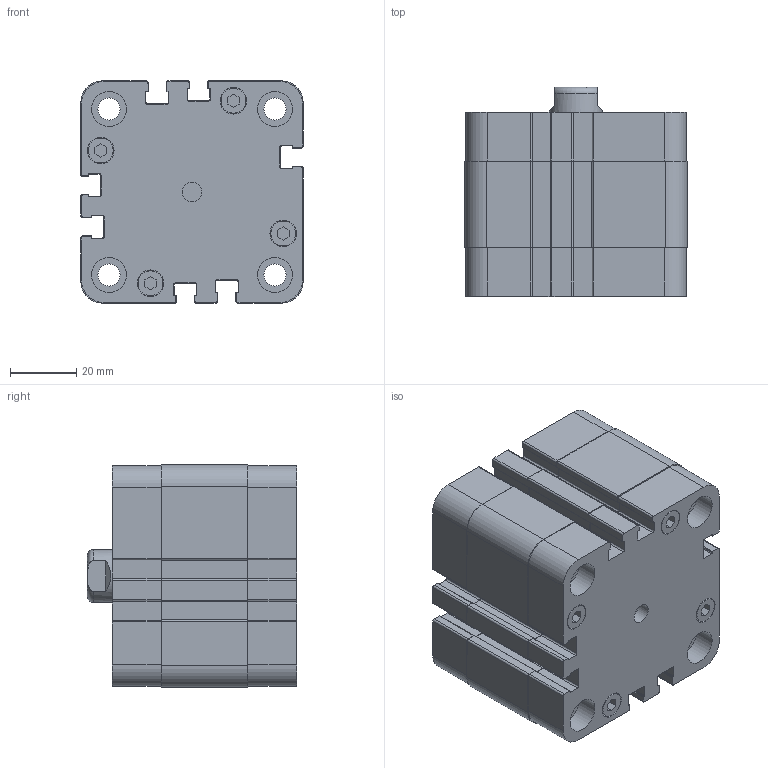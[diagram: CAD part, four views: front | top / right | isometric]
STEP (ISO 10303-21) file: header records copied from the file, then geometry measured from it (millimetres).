
FILE_DESCRIPTION((''),'2;1');
FILE_NAME('ADM050.010.GS.F.stp','2011-07-27T17:09:12',('Administrator'),(''),'Autodesk Inventor 2012','Autodesk Inventor 2012','');
FILE_SCHEMA(('AUTOMOTIVE_DESIGN { 1 0 10303 214 1 1 1 1 }'));
Length unit declared in the file: millimetre
Products named in the file (1): ADM050.010.GS.F
Bounding box: 67 x 63 x 67 mm (x, y, z)
Volume: 217927.2 mm3; surface area: 36333.9 mm2
Topology: 1 solids, 1 shells, 480 faces, 1319 edges, 879 vertices
Faces by surface type: plane 268, cylinder 210, torus 1, cone 1
Full cylindrical faces by diameter (mm): 6 x1, 6.647 x5, 7.5 x8, 8 x8, 8.25 x1, 8.566 x2, 10.5 x8, 16 x1, 17.6 x1
Entity records: 15694 total; most frequent: CARTESIAN_POINT 2678, DIRECTION 2663, ORIENTED_EDGE 2558, EDGE_CURVE 1279, AXIS2_PLACEMENT_3D 905, VERTEX_POINT 876, VECTOR 853, LINE 853
